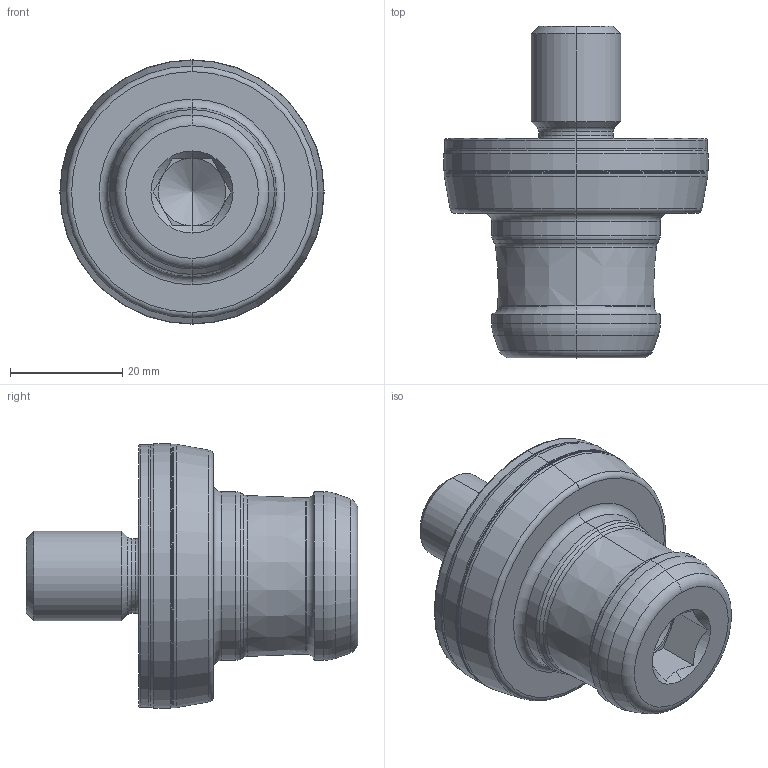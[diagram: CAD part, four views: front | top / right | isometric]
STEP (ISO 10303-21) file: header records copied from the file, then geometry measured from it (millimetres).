
FILE_DESCRIPTION (( 'STEP AP214' ), '1' );
FILE_NAME ('801 223 Sondernippel mit NP- Einschraubgewinde M16 069-121-04.STEP', '2015-02-18T08:18:46', ( '' ), ( '' ), 'SwSTEP 2.0', 'SolidWorks 2015', '' );
FILE_SCHEMA (( 'AUTOMOTIVE_DESIGN' ));
Length unit declared in the file: millimetre
Products named in the file (1): 801 223 Sondernippel mit NP- Einschraubgewinde M16 069-121-04
Bounding box: 47 x 59 x 47 mm (x, y, z)
Volume: 41574.2 mm3; surface area: 8748.6 mm2
Topology: 1 solids, 1 shells, 95 faces, 198 edges, 106 vertices
Faces by surface type: torus 32, cone 26, cylinder 20, plane 17
Entity records: 2560 total; most frequent: DIRECTION 500, CARTESIAN_POINT 468, ORIENTED_EDGE 388, AXIS2_PLACEMENT_3D 218, EDGE_CURVE 194, CIRCLE 122, VERTEX_POINT 106, EDGE_LOOP 100
